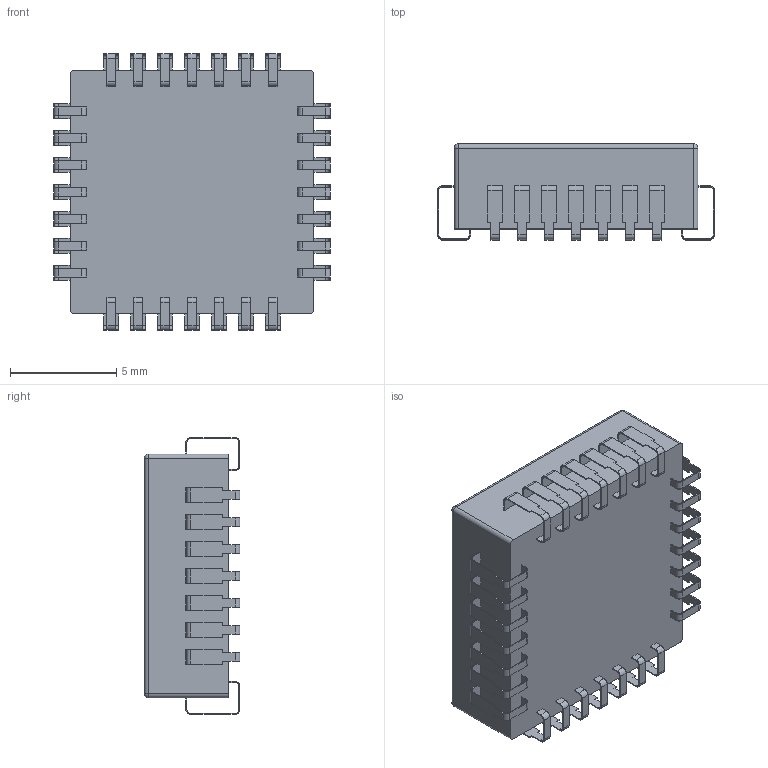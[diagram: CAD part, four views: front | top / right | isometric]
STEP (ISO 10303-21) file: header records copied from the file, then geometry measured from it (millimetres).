
FILE_DESCRIPTION (( 'STEP AP214' ), '1' );
FILE_NAME ('73C3F970-104D-41E1-B1FD-1325EC5275E4.STEP', '2008-06-27T15:12:07', ( 'Solidworks' ), ( 'Solidworks' ), 'SwSTEP 2.0', 'SolidWorks 2008', '' );
FILE_SCHEMA (( 'AUTOMOTIVE_DESIGN' ));
Length unit declared in the file: millimetre
Products named in the file (1): 73C3F970-104D-41E1-B1FD-1325EC5275E4
Bounding box: 13.05 x 4.53 x 13.05 mm (x, y, z)
Volume: 532.3 mm3; surface area: 607.5 mm2
Topology: 1 solids, 1 shells, 578 faces, 1720 edges, 1140 vertices
Faces by surface type: plane 398, cylinder 176, sphere 4
Entity records: 19609 total; most frequent: CARTESIAN_POINT 3435, ORIENTED_EDGE 3432, DIRECTION 3226, EDGE_CURVE 1716, LINE 1364, VECTOR 1364, VERTEX_POINT 1140, AXIS2_PLACEMENT_3D 931
